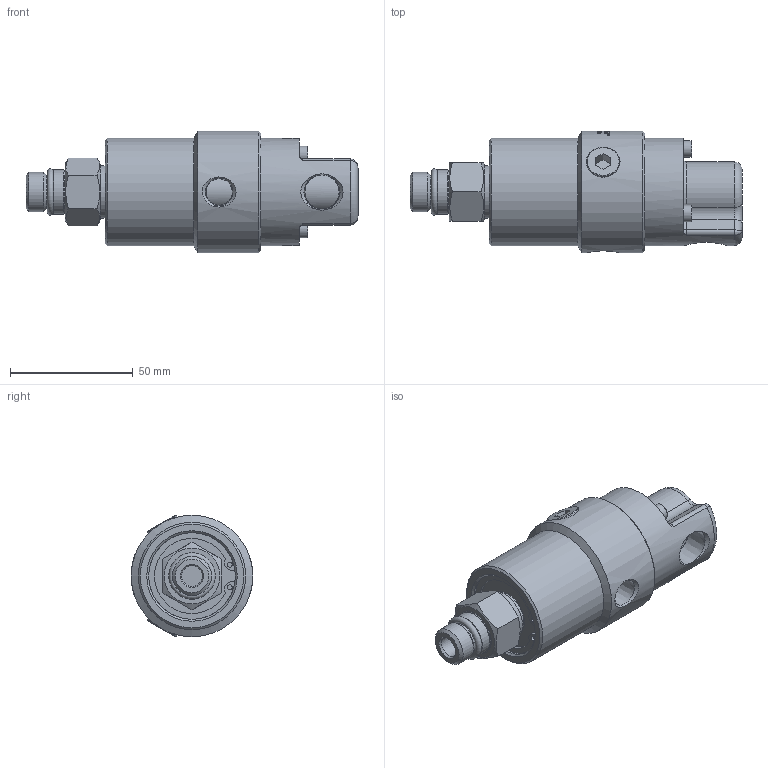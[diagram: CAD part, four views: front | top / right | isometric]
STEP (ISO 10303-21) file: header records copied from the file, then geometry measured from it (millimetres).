
FILE_DESCRIPTION(/* description */ (''),/* implementation_level */ '2;1');
FILE_NAME(/* name */ '902-179-188-IC.stp',/* time_stamp */ '2020-05-18T11:41:13-05:00',/* author */ ('Moorera'),/* organization */ (''),/* preprocessor_version */ 'ST-DEVELOPER v18.1',/* originating_system */ 'Autodesk Inventor 2020',/* authorisation */ '');
FILE_SCHEMA (('AUTOMOTIVE_DESIGN { 1 0 10303 214 3 1 1 }'));
Length unit declared in the file: millimetre
Products named in the file (1): 902-179-188-IC
Bounding box: 135.17 x 49.5 x 49.54 mm (x, y, z)
Volume: 150126.3 mm3; surface area: 23842.2 mm2
Topology: 2 solids, 2 shells, 445 faces, 1172 edges, 786 vertices
Faces by surface type: bspline 181, plane 144, cylinder 76, cone 29, torus 15
Full cylindrical faces by diameter (mm): 1.981 x2, 6.858 x3, 7.2 x3, 8.5 x1, 10.719 x1, 13.5 x1, 13.889 x1, 15.968 x1, 17.907 x1, 17.993 x1, 18.16 x1, 18.72 x1, 21.4 x1, 35.27 x1, 37.25 x1, 43.6 x1, 43.748 x1, 49.5 x1
Entity records: 57181 total; most frequent: CARTESIAN_POINT 46801, ORIENTED_EDGE 2334, DIRECTION 1700, EDGE_CURVE 1167, VERTEX_POINT 786, AXIS2_PLACEMENT_3D 629, EDGE_LOOP 509, FACE_OUTER_BOUND 445
